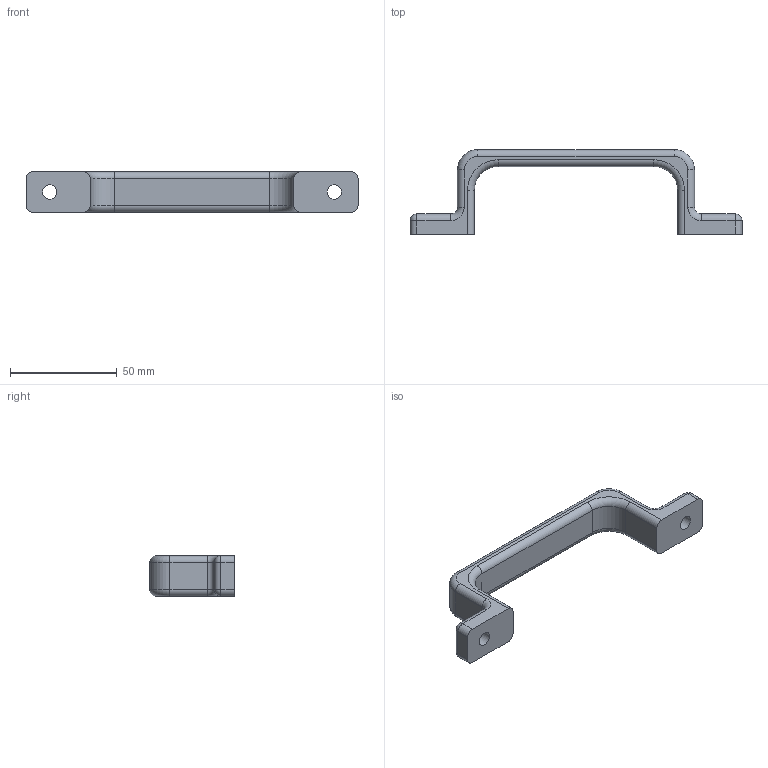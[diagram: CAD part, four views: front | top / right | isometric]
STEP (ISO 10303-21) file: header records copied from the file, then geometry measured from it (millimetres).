
FILE_DESCRIPTION(/* description */ (''),/* implementation_level */ '2;1');
FILE_NAME(/* name */ 'handle.stp',/* time_stamp */ '2023-06-26T20:26:09-07:00',/* author */ ('robst'),/* organization */ (''),/* preprocessor_version */ 'ST-DEVELOPER v19',/* originating_system */ 'Autodesk Inventor 2023',/* authorisation */ '');
FILE_SCHEMA (('AUTOMOTIVE_DESIGN { 1 0 10303 214 3 1 1 }'));
Length unit declared in the file: inch
Products named in the file (1): handle
Bounding box: 155.57 x 39.69 x 19.05 mm (x, y, z)
Volume: 32452.2 mm3; surface area: 11088.7 mm2
Topology: 1 solids, 1 shells, 60 faces, 138 edges, 80 vertices
Faces by surface type: cylinder 30, plane 14, torus 12, sphere 4
Full cylindrical faces by diameter (mm): 6.756 x2
Entity records: 1739 total; most frequent: DIRECTION 332, CARTESIAN_POINT 279, ORIENTED_EDGE 276, EDGE_CURVE 138, AXIS2_PLACEMENT_3D 133, VERTEX_POINT 80, CIRCLE 72, LINE 66
